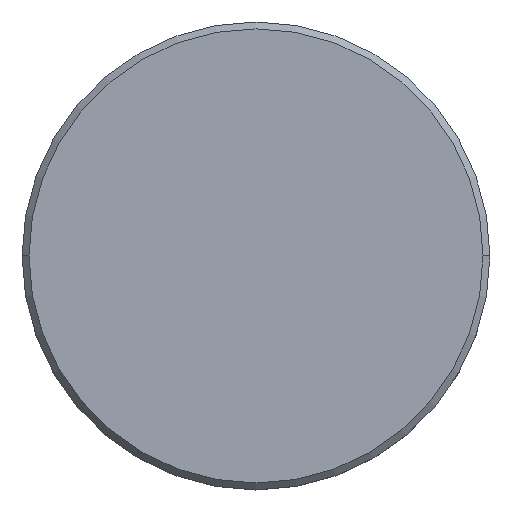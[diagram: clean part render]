
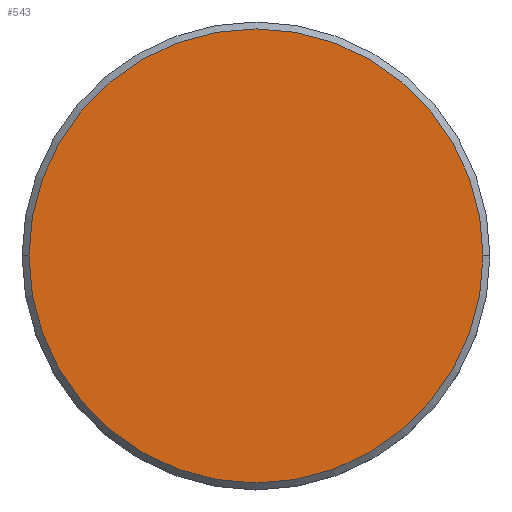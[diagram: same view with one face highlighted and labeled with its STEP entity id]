
A CAD part, top view. The second image highlights one B-rep face of the part: STEP entity #543.
In plain terms, the highlighted planar face has unit normal (0, 0, 1).
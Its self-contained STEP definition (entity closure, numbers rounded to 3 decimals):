
#212 = CARTESIAN_POINT ( 'NONE',  ( -16.5, 0., 0. ) ) ;
#215 = CIRCLE ( 'NONE', #503, 16.5 ) ;
#256 = VERTEX_POINT ( 'NONE', #489 ) ;
#257 = AXIS2_PLACEMENT_3D ( 'NONE', #333, #1059, #899 ) ;
#329 = FACE_OUTER_BOUND ( 'NONE', #464, .T. ) ;
#333 = CARTESIAN_POINT ( 'NONE',  ( 0., 0., 0. ) ) ;
#464 = EDGE_LOOP ( 'NONE', ( #950, #805 ) ) ;
#489 = CARTESIAN_POINT ( 'NONE',  ( 16.5, 0., 0. ) ) ;
#503 = AXIS2_PLACEMENT_3D ( 'NONE', #723, #1076, #905 ) ;
#510 = PLANE ( 'NONE',  #1033 ) ;
#543 = ADVANCED_FACE ( 'NONE', ( #329 ), #510, .T. ) ;
#594 = EDGE_CURVE ( 'NONE', #919, #256, #215, .T. ) ;
#723 = CARTESIAN_POINT ( 'NONE',  ( 0., 0., 0. ) ) ;
#805 = ORIENTED_EDGE ( 'NONE', *, *, #831, .T. ) ;
#831 = EDGE_CURVE ( 'NONE', #256, #919, #1050, .T. ) ;
#875 = CARTESIAN_POINT ( 'NONE',  ( 0., 0., 0. ) ) ;
#899 = DIRECTION ( 'NONE',  ( 1., 0., 0. ) ) ;
#905 = DIRECTION ( 'NONE',  ( 1., 0., 0. ) ) ;
#919 = VERTEX_POINT ( 'NONE', #212 ) ;
#950 = ORIENTED_EDGE ( 'NONE', *, *, #594, .T. ) ;
#972 = DIRECTION ( 'NONE',  ( 1., 0., 0. ) ) ;
#1033 = AXIS2_PLACEMENT_3D ( 'NONE', #875, #1057, #972 ) ;
#1050 = CIRCLE ( 'NONE', #257, 16.5 ) ;
#1057 = DIRECTION ( 'NONE',  ( 0., 0., 1. ) ) ;
#1059 = DIRECTION ( 'NONE',  ( 0., 0., 1. ) ) ;
#1076 = DIRECTION ( 'NONE',  ( 0., 0., 1. ) ) ;
